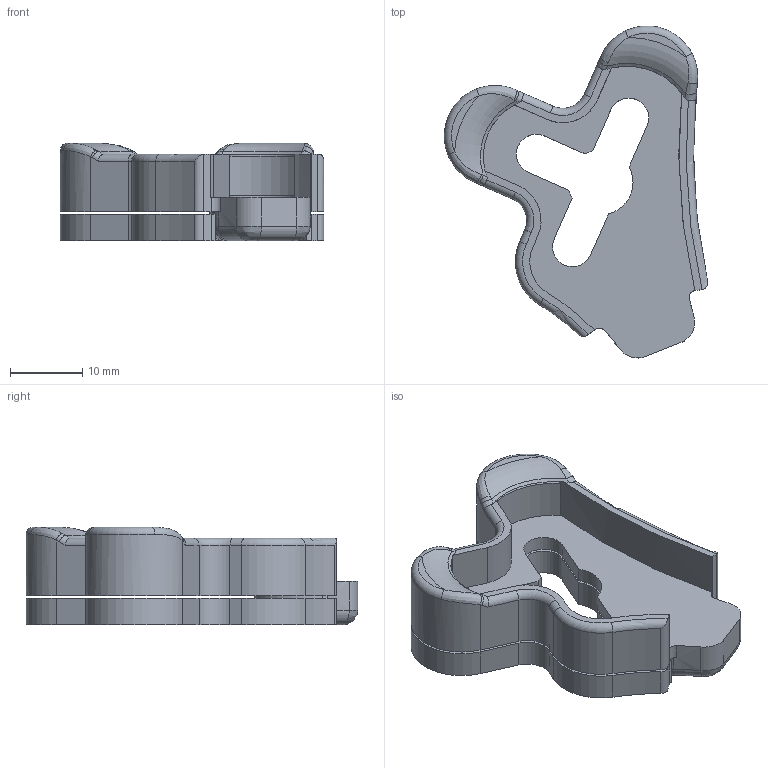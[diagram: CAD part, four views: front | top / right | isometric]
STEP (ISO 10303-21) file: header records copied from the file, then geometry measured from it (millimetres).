
FILE_DESCRIPTION(/* description */ (''),/* implementation_level */ '2;1');
FILE_NAME(/* name */ 'FR7_v5_-_FU_Arm_Guards_with_Skid_r2.step',/* time_stamp */ '2020-05-20T20:02:30-07:00',/* author */ (''),/* organization */ (''),/* preprocessor_version */ 'ST-DEVELOPER v18.1',/* originating_system */ 'Autodesk Translation Framework v9.3.0.1241',/* authorisation */ '');
FILE_SCHEMA (('AUTOMOTIVE_DESIGN { 1 0 10303 214 3 1 1 }'));
Length unit declared in the file: millimetre
Products named in the file (1): FR7_v5_-_FU_Arm_Guards_with_Skid_r1
Bounding box: 36.45 x 45.96 x 13.5 mm (x, y, z)
Volume: 6667.5 mm3; surface area: 6418.8 mm2
Topology: 4 solids, 4 shells, 135 faces, 352 edges, 225 vertices
Faces by surface type: cylinder 62, plane 44, bspline 15, torus 12, cone 2
Entity records: 4779 total; most frequent: CARTESIAN_POINT 1357, DIRECTION 747, ORIENTED_EDGE 704, EDGE_CURVE 352, AXIS2_PLACEMENT_3D 298, VERTEX_POINT 225, CIRCLE 174, LINE 151
